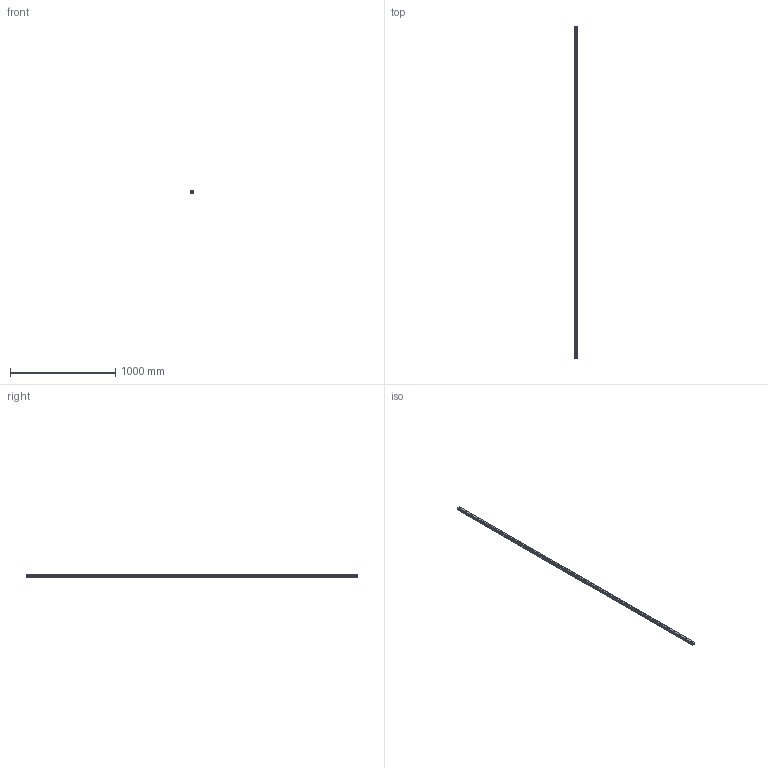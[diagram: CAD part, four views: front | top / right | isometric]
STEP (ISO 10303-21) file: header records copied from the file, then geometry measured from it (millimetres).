
FILE_DESCRIPTION(('STEP AP214'),'1');
FILE_NAME('cctmp_9B4C12CF-37A8-4434-90FF-4EB13FAD33FD_2020_6_24_10_2_26_794..stp','2020-06-24T08:02:27',('HIWIN GmbH'),('CADClick - www.CADClick.com'),'Spatial InterOp 3D',' ','unknown authorization');
FILE_SCHEMA(('AUTOMOTIVE_DESIGN'));
Length unit declared in the file: millimetre
Products named in the file (1): HGR30R3160H_FILE
Bounding box: 28 x 3160 x 26 mm (x, y, z)
Volume: 1837280.9 mm3; surface area: 391995.2 mm2
Topology: 1 solids, 1 shells, 475 faces, 1047 edges, 698 vertices
Faces by surface type: cylinder 262, plane 213
Entity records: 17129 total; most frequent: DIRECTION 2523, CARTESIAN_POINT 2221, ORIENTED_EDGE 2094, EDGE_CURVE 1047, AXIS2_PLACEMENT_3D 1000, VERTEX_POINT 698, EDGE_LOOP 599, CIRCLE 524
